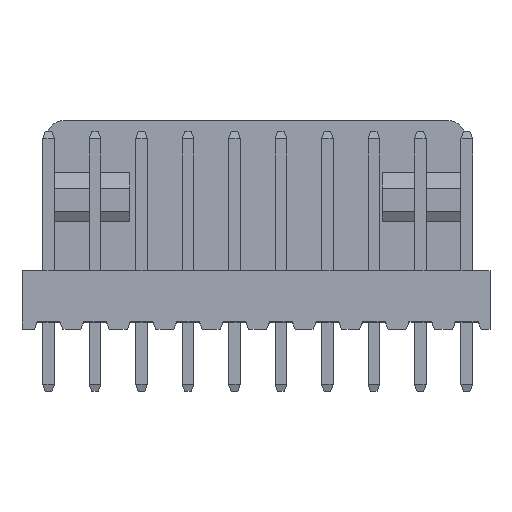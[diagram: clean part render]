
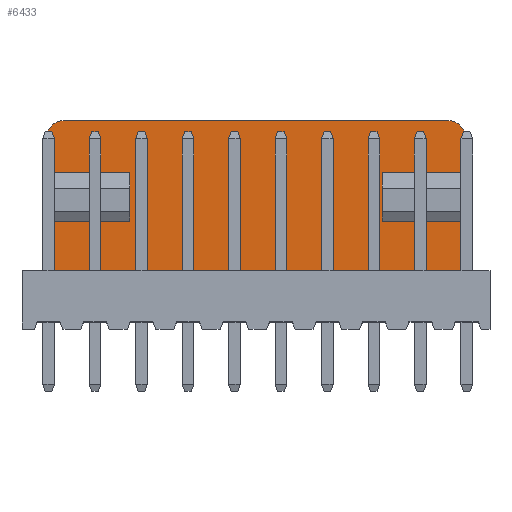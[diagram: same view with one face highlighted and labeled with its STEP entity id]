
A CAD part, top view. The second image highlights one B-rep face of the part: STEP entity #6433.
In plain terms, the highlighted planar face has unit normal (0, 0, 1).
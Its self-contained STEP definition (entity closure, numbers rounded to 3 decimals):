
#113 = FACE_OUTER_BOUND ( 'NONE', #5298, .T. ) ;
#309 = AXIS2_PLACEMENT_3D ( 'NONE', #4233, #4238, #4239 ) ;
#1068 = CARTESIAN_POINT ( 'NONE',  ( 30.743, 50.926, -4.64 ) ) ;
#1069 = CARTESIAN_POINT ( 'NONE',  ( 35.343, 45.547, -4.64 ) ) ;
#1070 = CARTESIAN_POINT ( 'NONE',  ( 12.363, 45.547, -4.64 ) ) ;
#1071 = CARTESIAN_POINT ( 'NONE',  ( 12.363, 50.926, -4.64 ) ) ;
#1082 = CARTESIAN_POINT ( 'NONE',  ( 12.363, 52.751, -4.64 ) ) ;
#1083 = CARTESIAN_POINT ( 'NONE',  ( 35.343, 52.751, -4.64 ) ) ;
#1106 = CARTESIAN_POINT ( 'NONE',  ( 13.363, 53.751, -4.64 ) ) ;
#1122 = CARTESIAN_POINT ( 'NONE',  ( 16.963, 50.926, -4.64 ) ) ;
#1129 = CARTESIAN_POINT ( 'NONE',  ( 12.363, 48.254, -4.64 ) ) ;
#1138 = CARTESIAN_POINT ( 'NONE',  ( 30.743, 48.254, -4.64 ) ) ;
#1140 = CARTESIAN_POINT ( 'NONE',  ( 35.343, 50.926, -4.64 ) ) ;
#1141 = CARTESIAN_POINT ( 'NONE',  ( 16.963, 48.254, -4.64 ) ) ;
#1166 = CARTESIAN_POINT ( 'NONE',  ( 34.343, 53.751, -4.64 ) ) ;
#1181 = CARTESIAN_POINT ( 'NONE',  ( 35.343, 48.254, -4.64 ) ) ;
#1402 = VERTEX_POINT ( 'NONE', #1138 ) ;
#1404 = VERTEX_POINT ( 'NONE', #1141 ) ;
#1406 = VERTEX_POINT ( 'NONE', #1181 ) ;
#1410 = VERTEX_POINT ( 'NONE', #1140 ) ;
#1413 = VERTEX_POINT ( 'NONE', #1129 ) ;
#1414 = VERTEX_POINT ( 'NONE', #1068 ) ;
#1417 = VERTEX_POINT ( 'NONE', #1083 ) ;
#1418 = VERTEX_POINT ( 'NONE', #1082 ) ;
#1420 = VERTEX_POINT ( 'NONE', #1071 ) ;
#1421 = VERTEX_POINT ( 'NONE', #1070 ) ;
#1422 = VERTEX_POINT ( 'NONE', #1069 ) ;
#1425 = VERTEX_POINT ( 'NONE', #1106 ) ;
#1432 = VERTEX_POINT ( 'NONE', #1122 ) ;
#1447 = VERTEX_POINT ( 'NONE', #1166 ) ;
#2918 = LINE ( 'NONE', #3917, #2921 ) ;
#2921 = VECTOR ( 'NONE', #3919, 1000. ) ;
#2928 = LINE ( 'NONE', #3927, #2931 ) ;
#2931 = VECTOR ( 'NONE', #3929, 1000. ) ;
#2932 = LINE ( 'NONE', #3928, #2951 ) ;
#2951 = VECTOR ( 'NONE', #3948, 1000. ) ;
#2964 = LINE ( 'NONE', #3963, #2967 ) ;
#2966 = LINE ( 'NONE', #3965, #2969 ) ;
#2967 = VECTOR ( 'NONE', #3964, 1000. ) ;
#2968 = CIRCLE ( 'NONE', #6367, 1. ) ;
#2969 = VECTOR ( 'NONE', #3966, 1000. ) ;
#2970 = LINE ( 'NONE', #3958, #2972 ) ;
#2971 = LINE ( 'NONE', #3972, #2974 ) ;
#2972 = VECTOR ( 'NONE', #3952, 1000. ) ;
#2973 = LINE ( 'NONE', #3974, #2976 ) ;
#2974 = VECTOR ( 'NONE', #3973, 1000. ) ;
#2975 = LINE ( 'NONE', #3976, #2978 ) ;
#2976 = VECTOR ( 'NONE', #3975, 1000. ) ;
#2977 = LINE ( 'NONE', #3978, #2980 ) ;
#2978 = VECTOR ( 'NONE', #3977, 1000. ) ;
#2979 = LINE ( 'NONE', #3980, #2982 ) ;
#2980 = VECTOR ( 'NONE', #3979, 1000. ) ;
#2981 = LINE ( 'NONE', #3982, #2984 ) ;
#2982 = VECTOR ( 'NONE', #3981, 1000. ) ;
#2983 = CIRCLE ( 'NONE', #6368, 1. ) ;
#2984 = VECTOR ( 'NONE', #3983, 1000. ) ;
#3917 = CARTESIAN_POINT ( 'NONE',  ( 11.063, 48.254, -4.64 ) ) ;
#3919 = DIRECTION ( 'NONE',  ( 1., 0., 0. ) ) ;
#3927 = CARTESIAN_POINT ( 'NONE',  ( 11.063, 50.926, -4.64 ) ) ;
#3928 = CARTESIAN_POINT ( 'NONE',  ( 11.063, 48.254, -4.64 ) ) ;
#3929 = DIRECTION ( 'NONE',  ( 1., 0., 0. ) ) ;
#3948 = DIRECTION ( 'NONE',  ( 1., 0., 0. ) ) ;
#3952 = DIRECTION ( 'NONE',  ( 0., 1., 0. ) ) ;
#3958 = CARTESIAN_POINT ( 'NONE',  ( 12.363, 53.751, -4.64 ) ) ;
#3963 = CARTESIAN_POINT ( 'NONE',  ( 11.063, 50.926, -4.64 ) ) ;
#3964 = DIRECTION ( 'NONE',  ( 1., 0., 0. ) ) ;
#3965 = CARTESIAN_POINT ( 'NONE',  ( 11.063, 53.751, -4.64 ) ) ;
#3966 = DIRECTION ( 'NONE',  ( 1., 0., 0. ) ) ;
#3969 = CARTESIAN_POINT ( 'NONE',  ( 13.363, 52.751, -4.64 ) ) ;
#3970 = DIRECTION ( 'NONE',  ( 0., 0., 1. ) ) ;
#3971 = DIRECTION ( 'NONE',  ( 1., 0., 0. ) ) ;
#3972 = CARTESIAN_POINT ( 'NONE',  ( 16.963, 31.754, -4.64 ) ) ;
#3973 = DIRECTION ( 'NONE',  ( 0., 1., 0. ) ) ;
#3974 = CARTESIAN_POINT ( 'NONE',  ( 12.363, 48.254, -4.64 ) ) ;
#3975 = DIRECTION ( 'NONE',  ( 0., 1., 0. ) ) ;
#3976 = CARTESIAN_POINT ( 'NONE',  ( 11.063, 45.547, -4.64 ) ) ;
#3977 = DIRECTION ( 'NONE',  ( 1., 0., 0. ) ) ;
#3978 = CARTESIAN_POINT ( 'NONE',  ( 35.343, 48.254, -4.64 ) ) ;
#3979 = DIRECTION ( 'NONE',  ( 0., -1., 0. ) ) ;
#3980 = CARTESIAN_POINT ( 'NONE',  ( 30.743, 31.754, -4.64 ) ) ;
#3981 = DIRECTION ( 'NONE',  ( 0., 1., 0. ) ) ;
#3982 = CARTESIAN_POINT ( 'NONE',  ( 35.343, 53.751, -4.64 ) ) ;
#3983 = DIRECTION ( 'NONE',  ( 0., -1., 0. ) ) ;
#3986 = CARTESIAN_POINT ( 'NONE',  ( 34.343, 52.751, -4.64 ) ) ;
#3987 = DIRECTION ( 'NONE',  ( 0., 0., 1. ) ) ;
#3988 = DIRECTION ( 'NONE',  ( 1., 0., 0. ) ) ;
#4232 = PLANE ( 'NONE',  #309 ) ;
#4233 = CARTESIAN_POINT ( 'NONE',  ( 11.063, 53.751, -4.64 ) ) ;
#4238 = DIRECTION ( 'NONE',  ( 0., 0., 1. ) ) ;
#4239 = DIRECTION ( 'NONE',  ( 1., 0., 0. ) ) ;
#5298 = EDGE_LOOP ( 'NONE', ( #5479, #5478, #5477, #5476, #5475, #5474, #5473, #5472, #5471, #5470, #5469, #5468, #5467, #5466 ) ) ;
#5466 = ORIENTED_EDGE ( 'NONE', *, *, #6284, .T. ) ;
#5467 = ORIENTED_EDGE ( 'NONE', *, *, #6283, .F. ) ;
#5468 = ORIENTED_EDGE ( 'NONE', *, *, #6274, .T. ) ;
#5469 = ORIENTED_EDGE ( 'NONE', *, *, #6282, .T. ) ;
#5470 = ORIENTED_EDGE ( 'NONE', *, *, #6266, .F. ) ;
#5471 = ORIENTED_EDGE ( 'NONE', *, *, #6281, .F. ) ;
#5472 = ORIENTED_EDGE ( 'NONE', *, *, #6280, .T. ) ;
#5473 = ORIENTED_EDGE ( 'NONE', *, *, #6279, .F. ) ;
#5474 = ORIENTED_EDGE ( 'NONE', *, *, #6251, .F. ) ;
#5475 = ORIENTED_EDGE ( 'NONE', *, *, #6278, .F. ) ;
#5476 = ORIENTED_EDGE ( 'NONE', *, *, #6256, .T. ) ;
#5477 = ORIENTED_EDGE ( 'NONE', *, *, #6277, .F. ) ;
#5478 = ORIENTED_EDGE ( 'NONE', *, *, #6276, .T. ) ;
#5479 = ORIENTED_EDGE ( 'NONE', *, *, #6275, .F. ) ;
#6251 = EDGE_CURVE ( 'NONE', #1413, #1404, #2918, .T. ) ;
#6256 = EDGE_CURVE ( 'NONE', #1420, #1432, #2928, .T. ) ;
#6266 = EDGE_CURVE ( 'NONE', #1402, #1406, #2932, .T. ) ;
#6274 = EDGE_CURVE ( 'NONE', #1414, #1410, #2964, .T. ) ;
#6275 = EDGE_CURVE ( 'NONE', #1425, #1447, #2966, .T. ) ;
#6276 = EDGE_CURVE ( 'NONE', #1425, #1418, #2968, .T. ) ;
#6277 = EDGE_CURVE ( 'NONE', #1420, #1418, #2970, .T. ) ;
#6278 = EDGE_CURVE ( 'NONE', #1404, #1432, #2971, .T. ) ;
#6279 = EDGE_CURVE ( 'NONE', #1421, #1413, #2973, .T. ) ;
#6280 = EDGE_CURVE ( 'NONE', #1421, #1422, #2975, .T. ) ;
#6281 = EDGE_CURVE ( 'NONE', #1406, #1422, #2977, .T. ) ;
#6282 = EDGE_CURVE ( 'NONE', #1402, #1414, #2979, .T. ) ;
#6283 = EDGE_CURVE ( 'NONE', #1417, #1410, #2981, .T. ) ;
#6284 = EDGE_CURVE ( 'NONE', #1417, #1447, #2983, .T. ) ;
#6367 = AXIS2_PLACEMENT_3D ( 'NONE', #3969, #3970, #3971 ) ;
#6368 = AXIS2_PLACEMENT_3D ( 'NONE', #3986, #3987, #3988 ) ;
#6433 = ADVANCED_FACE ( 'NONE', ( #113 ), #4232, .T. ) ;
